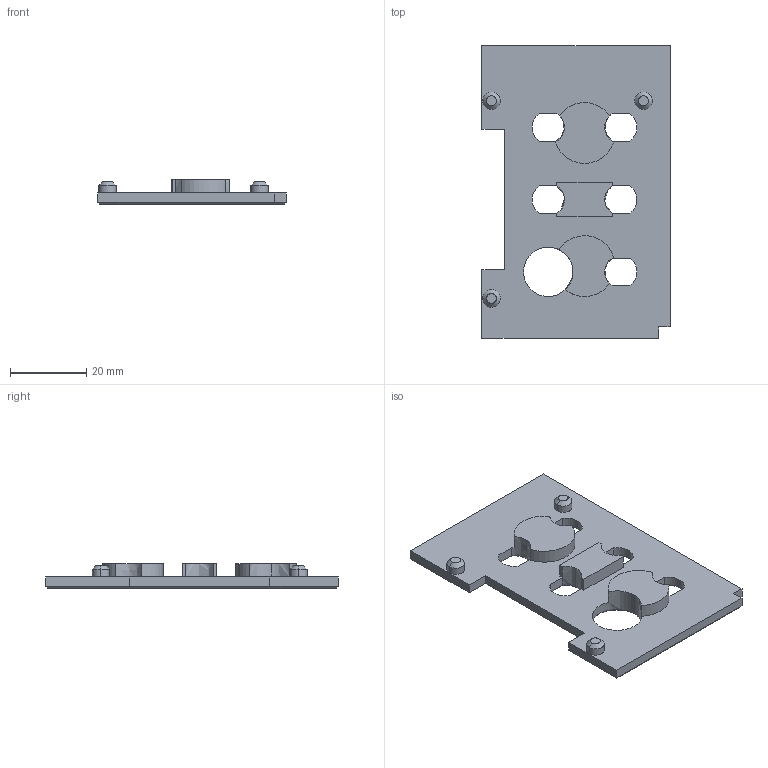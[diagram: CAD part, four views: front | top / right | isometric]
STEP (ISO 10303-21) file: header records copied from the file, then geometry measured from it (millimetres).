
FILE_DESCRIPTION(/* description */ (''),/* implementation_level */ '2;1');
FILE_NAME(/* name */ 'FRONTT~1',/* time_stamp */ '2019-10-27T01:23:24+09:00',/* author */ (''),/* organization */ (''),/* preprocessor_version */ 'ST-DEVELOPER v16.5',/* originating_system */ '',/* authorisation */ '');
FILE_SCHEMA (('AUTOMOTIVE_DESIGN'));
Length unit declared in the file: millimetre
Products named in the file (1): Document
Bounding box: 49.5 x 77 x 6.5 mm (x, y, z)
Volume: 11166.7 mm3; surface area: 8192.1 mm2
Topology: 1 solids, 1 shells, 94 faces, 234 edges, 142 vertices
Faces by surface type: bspline 50, plane 44
Entity records: 2949 total; most frequent: CARTESIAN_POINT 1534, ORIENTED_EDGE 468, EDGE_CURVE 234, VERTEX_POINT 142, B_SPLINE_CURVE_WITH_KNOTS 108, EDGE_LOOP 106, ADVANCED_FACE 94, FACE_OUTER_BOUND 94
